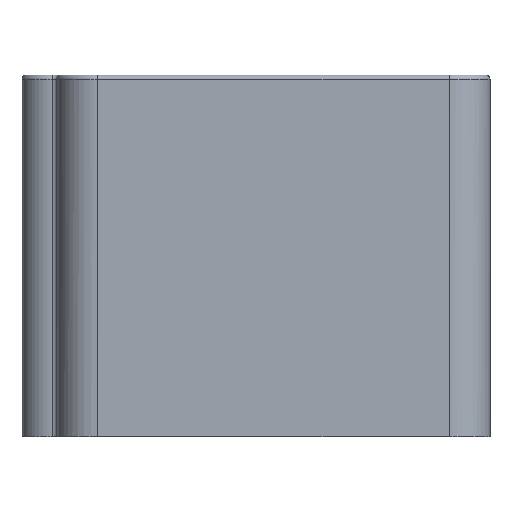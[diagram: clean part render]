
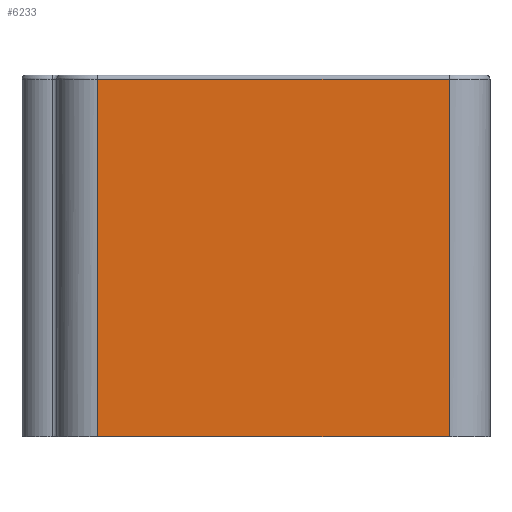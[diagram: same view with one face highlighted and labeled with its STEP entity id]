
A CAD part, front view. The second image highlights one B-rep face of the part: STEP entity #6233.
In plain terms, the highlighted free-form (B-spline) face has degree [1, 1] with [2, 2] control points.
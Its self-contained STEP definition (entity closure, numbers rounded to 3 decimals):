
#1439=CARTESIAN_POINT('V273',(-10.35,-9.0,
   18.05));
#1440=VERTEX_POINT('V273',#1439);
#1492=CARTESIAN_POINT('V271',(10.35,-9.0,
   18.05));
#1493=VERTEX_POINT('V271',#1492);
#1494=CARTESIAN_POINT('E456',(-10.35,-9.0,
   18.05));
#1495=CARTESIAN_POINT('E456',(10.35,-9.0,
   18.05));
#1496=B_SPLINE_CURVE_WITH_KNOTS('E456',1,(#1494,#1495),
   .POLYLINE_FORM.,.F.,.U.,(2,2),(2.0,54.712),
   .UNSPECIFIED.);
#1497=EDGE_CURVE('E456',#1440,#1493,#1496,.T.);
#5748=CARTESIAN_POINT('V85',(10.35,-9.0,-3.0));
#5749=VERTEX_POINT('V85',#5748);
#5763=CARTESIAN_POINT('V87',(-10.35,-9.0,-3.0));
#5764=VERTEX_POINT('V87',#5763);
#5765=CARTESIAN_POINT('E126',(10.35,-9.0,-3.0));
#5766=CARTESIAN_POINT('E126',(-10.35,-9.0,-3.0));
#5767=QUASI_UNIFORM_CURVE('E126',1,(#5765,#5766),.POLYLINE_FORM.,.F.,
   .U.);
#5768=EDGE_CURVE('E126',#5749,#5764,#5767,.T.);
#6209=CARTESIAN_POINT('E127',(-10.35,-9.0,
   18.05));
#6210=CARTESIAN_POINT('E127',(-10.35,-9.0,-3.0));
#6211=B_SPLINE_CURVE_WITH_KNOTS('E127',1,(#6209,#6210),
   .POLYLINE_FORM.,.F.,.U.,(2,2),(0.012,1.0),
   .UNSPECIFIED.);
#6212=EDGE_CURVE('E127',#1440,#5764,#6211,.T.);
#6218=CARTESIAN_POINT('F43',(10.35,-9.0,-3.0));
#6219=CARTESIAN_POINT('F43',(-10.35,-9.0,-3.0));
#6220=CARTESIAN_POINT('F43',(10.35,-9.0,
   18.3));
#6221=CARTESIAN_POINT('F43',(-10.35,-9.0,
   18.3));
#6222=QUASI_UNIFORM_SURFACE('F43',1,1,((#6218,#6220),(#6219,#6221))
,.PLANE_SURF.,.F.,.F.,.U.);
#6223=ORIENTED_EDGE('E127',*,*,#6212,.T.);
#6224=ORIENTED_EDGE('E126',*,*,#5768,.F.);
#6225=CARTESIAN_POINT('E124',(10.35,-9.0,-3.0));
#6226=CARTESIAN_POINT('E124',(10.35,-9.0,
   18.05));
#6227=B_SPLINE_CURVE_WITH_KNOTS('E124',1,(#6225,#6226),
   .POLYLINE_FORM.,.F.,.U.,(2,2),(0.0,4.385),
   .UNSPECIFIED.);
#6228=EDGE_CURVE('E124',#5749,#1493,#6227,.T.);
#6229=ORIENTED_EDGE('E124',*,*,#6228,.T.);
#6230=ORIENTED_EDGE('E456',*,*,#1497,.F.);
#6231=EDGE_LOOP('F43',(#6223,#6224,#6229,#6230));
#6232=FACE_OUTER_BOUND('F43',#6231,.T.);
#6233=ADVANCED_FACE('F43',(#6232),#6222,.F.);
